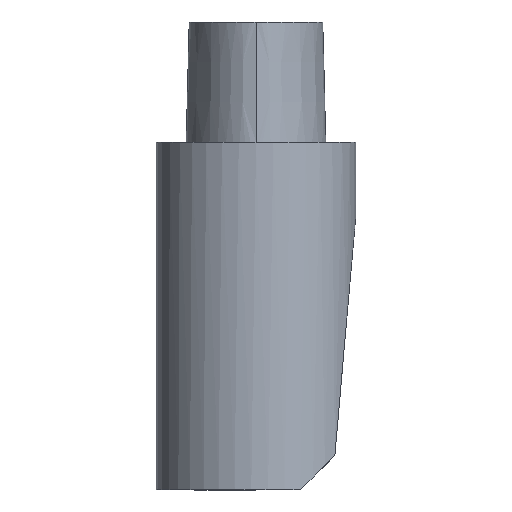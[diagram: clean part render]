
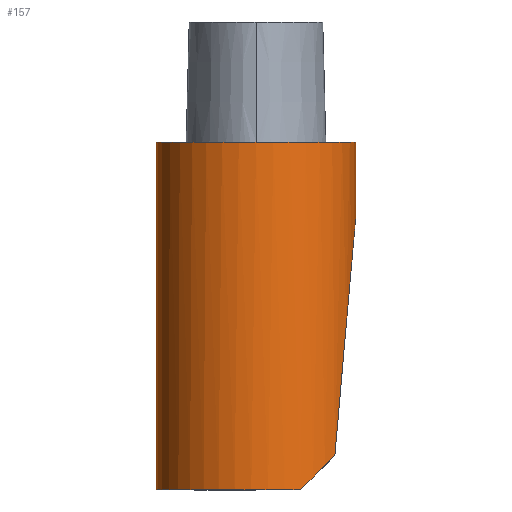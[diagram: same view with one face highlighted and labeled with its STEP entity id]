
A CAD part, front view. The second image highlights one B-rep face of the part: STEP entity #157.
In plain terms, the highlighted cylindrical face has radius 800.1 mm (diameter 1600.2 mm), a full revolution.
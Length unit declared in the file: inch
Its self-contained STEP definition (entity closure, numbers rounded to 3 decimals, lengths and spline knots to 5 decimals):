
#92=EDGE_CURVE('Unnamed[1]',#265,#266,#267,.T.);
#97=EDGE_CURVE('Unnamed[1]',#266,#273,#274,.T.);
#123=EDGE_CURVE('Unnamed[1]',#273,#316,#317,.T.);
#157=ADVANCED_FACE('Unnamed[1]',(#362,#363),#364,.T.);
#169=EDGE_CURVE('Unnamed[1]',#265,#379,#380,.T.);
#186=EDGE_CURVE('Unnamed[1]',#316,#288,#401,.T.);
#190=EDGE_CURVE('Unnamed[1]',#379,#288,#406,.T.);
#192=EDGE_CURVE('Unnamed[1]',#408,#408,#409,.T.);
#265=VERTEX_POINT('',#482);
#266=VERTEX_POINT('',#483);
#267=CIRCLE('',#484,31.5);
#273=VERTEX_POINT('',#492);
#274=LINE('',#493,#494);
#288=VERTEX_POINT('',#514);
#316=VERTEX_POINT('',#566);
#317=LINE('',#567,#568);
#362=FACE_BOUND('',#682,.T.);
#363=FACE_BOUND('',#683,.T.);
#364=CYLINDRICAL_SURFACE('',#684,31.5);
#379=VERTEX_POINT('',#722);
#380=ELLIPSE('',#723,44.54773,31.5);
#401=CIRCLE('',#764,31.5);
#406=ELLIPSE('',#771,361.42197,31.5);
#408=VERTEX_POINT('',#774);
#409=CIRCLE('',#775,31.5);
#482=CARTESIAN_POINT('',(14.,-28.2179,-110.));
#483=CARTESIAN_POINT('',(-31.5,0.,-110.));
#484=AXIS2_PLACEMENT_3D('',#1046,#1047,#1048);
#492=CARTESIAN_POINT('',(-31.5,0.,-30.));
#493=CARTESIAN_POINT('',(-31.5,0.,-224.0));
#494=VECTOR('',#1060,1.0);
#514=CARTESIAN_POINT('',(31.5,0.,-24.0));
#566=CARTESIAN_POINT('',(-31.5,0.,-24.0));
#567=CARTESIAN_POINT('',(-31.5,0.,-224.0));
#568=VECTOR('',#1101,1.0);
#682=EDGE_LOOP('',(#1138));
#683=EDGE_LOOP('',(#1139,#1140,#1141,#1142,#1143,#1144));
#684=AXIS2_PLACEMENT_3D('',#1145,#1146,#1147);
#722=CARTESIAN_POINT('',(24.93244,-19.25158,-99.06756));
#723=AXIS2_PLACEMENT_3D('',#1165,#1166,#1167);
#764=AXIS2_PLACEMENT_3D('',#1190,#1191,#1192);
#771=AXIS2_PLACEMENT_3D('',#1196,#1197,#1198);
#774=CARTESIAN_POINT('',(31.5,0.,0.));
#775=AXIS2_PLACEMENT_3D('',#1199,#1200,#1201);
#1046=CARTESIAN_POINT('',(0.,0.,-110.));
#1047=DIRECTION('',(0.,0.,-1.0));
#1048=DIRECTION('',(0.,1.0,0.));
#1060=DIRECTION('',(0.,0.,1.0));
#1101=DIRECTION('',(0.,0.,1.0));
#1138=ORIENTED_EDGE('',*,*,#192,.T.);
#1139=ORIENTED_EDGE('',*,*,#169,.T.);
#1140=ORIENTED_EDGE('',*,*,#190,.T.);
#1141=ORIENTED_EDGE('',*,*,#186,.F.);
#1142=ORIENTED_EDGE('',*,*,#123,.F.);
#1143=ORIENTED_EDGE('',*,*,#97,.F.);
#1144=ORIENTED_EDGE('',*,*,#92,.F.);
#1145=CARTESIAN_POINT('',(0.,0.,-12.0));
#1146=DIRECTION('',(0.,0.,-1.0));
#1147=DIRECTION('',(1.0,0.,0.));
#1165=CARTESIAN_POINT('',(0.,0.,-124.));
#1166=DIRECTION('',(-0.707,0.,0.707));
#1167=DIRECTION('',(0.707,0.,0.707));
#1190=CARTESIAN_POINT('',(0.,0.,-24.0));
#1191=DIRECTION('',(0.,0.,-1.0));
#1192=DIRECTION('',(1.0,0.,0.));
#1196=CARTESIAN_POINT('',(0.,0.,-384.04665));
#1197=DIRECTION('',(-0.996,0.,0.087));
#1198=DIRECTION('',(0.087,0.,0.996));
#1199=CARTESIAN_POINT('',(0.0,0.0,0.0));
#1200=DIRECTION('',(0.,0.,-1.0));
#1201=DIRECTION('',(1.0,0.,0.));
